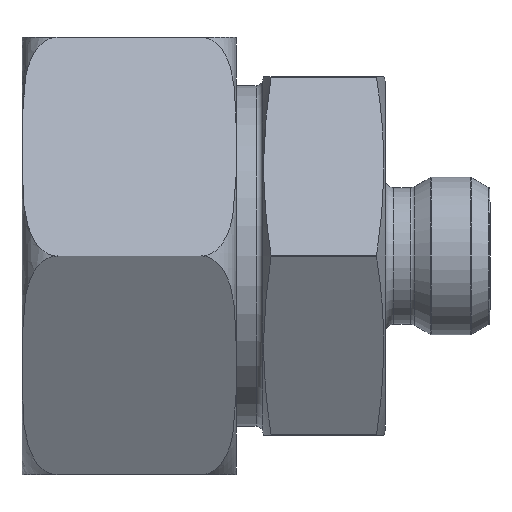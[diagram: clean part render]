
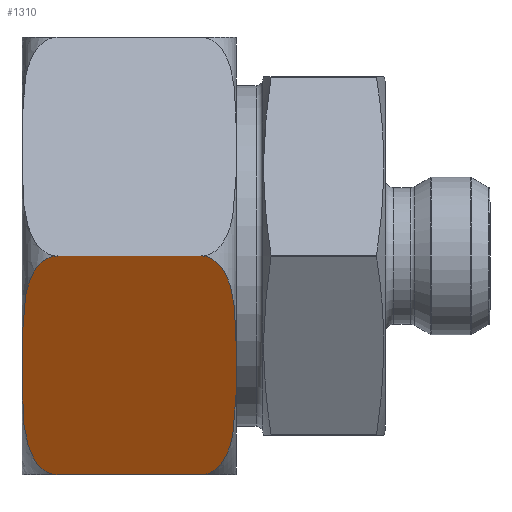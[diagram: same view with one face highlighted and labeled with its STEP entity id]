
A CAD part, front view. The second image highlights one B-rep face of the part: STEP entity #1310.
In plain terms, the highlighted face is planar.
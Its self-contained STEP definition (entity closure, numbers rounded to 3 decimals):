
#617=FACE_OUTER_BOUND('',#2019,.T.);
#833=LINE('',#7660,#1038);
#836=LINE('',#7670,#1041);
#1038=VECTOR('',#5646,1.);
#1041=VECTOR('',#5657,1.);
#1310=ADVANCED_FACE('',(#617),#1582,.F.);
#1582=PLANE('',#5338);
#2019=EDGE_LOOP('',(#2594,#2595,#2596,#2597));
#2594=ORIENTED_EDGE('',*,*,#4359,.T.);
#2595=ORIENTED_EDGE('',*,*,#4356,.T.);
#2596=ORIENTED_EDGE('',*,*,#4364,.T.);
#2597=ORIENTED_EDGE('',*,*,#4377,.T.);
#3883=VERTEX_POINT('',#7636);
#3884=VERTEX_POINT('',#7655);
#3886=VERTEX_POINT('',#7661);
#3889=VERTEX_POINT('',#7671);
#4356=EDGE_CURVE('',#3884,#3883,#5031,.T.);
#4359=EDGE_CURVE('',#3886,#3884,#833,.T.);
#4364=EDGE_CURVE('',#3883,#3889,#836,.T.);
#4377=EDGE_CURVE('',#3889,#3886,#5033,.T.);
#5031=B_SPLINE_CURVE_WITH_KNOTS('',3,(#7637,#7638,#7639,#7640,#7641,#7642,
#7643,#7644,#7645,#7646,#7647,#7648,#7649,#7650,#7651,#7652,#7653,#7654),
 .UNSPECIFIED.,.F.,.F.,(4,2,2,2,2,2,2,2,4),(0.,0.062,0.125,
0.25,0.5,0.75,0.875,0.938,1.),.UNSPECIFIED.);
#5033=B_SPLINE_CURVE_WITH_KNOTS('',3,(#7712,#7713,#7714,#7715,#7716,#7717,
#7718,#7719,#7720,#7721,#7722,#7723,#7724,#7725,#7726,#7727,#7728,#7729),
 .UNSPECIFIED.,.F.,.F.,(4,2,2,2,2,2,2,2,4),(0.,0.063,0.125,0.25,0.5,0.75,
0.875,0.938,1.),.UNSPECIFIED.);
#5338=AXIS2_PLACEMENT_3D('',#7910,#5728,#5729);
#5646=DIRECTION('',(-1.,0.,0.));
#5657=DIRECTION('',(1.,0.,0.));
#5728=DIRECTION('',(0.,0.5,0.866));
#5729=DIRECTION('',(0.,-0.866,0.5));
#7636=CARTESIAN_POINT('',(4.,0.,-28.867));
#7637=CARTESIAN_POINT('',(4.,-25.,-14.434));
#7638=CARTESIAN_POINT('',(3.316,-25.,-14.434));
#7639=CARTESIAN_POINT('',(2.685,-24.679,-14.619));
#7640=CARTESIAN_POINT('',(1.754,-23.839,-15.104));
#7641=CARTESIAN_POINT('',(1.416,-23.322,-15.403));
#7642=CARTESIAN_POINT('',(0.63,-21.716,-16.33));
#7643=CARTESIAN_POINT('',(0.393,-20.564,-16.995));
#7644=CARTESIAN_POINT('',(-0.05,-17.13,-18.977));
#7645=CARTESIAN_POINT('',(0.002,-14.802,-20.322));
#7646=CARTESIAN_POINT('',(0.002,-10.174,-22.994));
#7647=CARTESIAN_POINT('',(-0.052,-7.852,-24.334));
#7648=CARTESIAN_POINT('',(0.399,-4.403,-26.325));
#7649=CARTESIAN_POINT('',(0.636,-3.262,-26.984));
#7650=CARTESIAN_POINT('',(1.428,-1.658,-27.911));
#7651=CARTESIAN_POINT('',(1.768,-1.145,-28.207));
#7652=CARTESIAN_POINT('',(2.696,-0.315,-28.686));
#7653=CARTESIAN_POINT('',(3.321,0.,-28.867));
#7654=CARTESIAN_POINT('',(4.,0.,-28.867));
#7655=CARTESIAN_POINT('',(4.,-25.,-14.434));
#7660=CARTESIAN_POINT('',(0.,-25.,-14.434));
#7661=CARTESIAN_POINT('',(20.5,-25.,-14.434));
#7670=CARTESIAN_POINT('',(0.,0.,-28.867));
#7671=CARTESIAN_POINT('',(20.5,0.,-28.867));
#7712=CARTESIAN_POINT('',(20.5,0.,-28.867));
#7713=CARTESIAN_POINT('',(21.184,0.,-28.867));
#7714=CARTESIAN_POINT('',(21.815,-0.321,-28.682));
#7715=CARTESIAN_POINT('',(22.746,-1.161,-28.197));
#7716=CARTESIAN_POINT('',(23.084,-1.678,-27.898));
#7717=CARTESIAN_POINT('',(23.87,-3.284,-26.971));
#7718=CARTESIAN_POINT('',(24.107,-4.436,-26.306));
#7719=CARTESIAN_POINT('',(24.55,-7.87,-24.324));
#7720=CARTESIAN_POINT('',(24.498,-10.198,-22.98));
#7721=CARTESIAN_POINT('',(24.498,-14.826,-20.308));
#7722=CARTESIAN_POINT('',(24.552,-17.148,-18.967));
#7723=CARTESIAN_POINT('',(24.101,-20.597,-16.976));
#7724=CARTESIAN_POINT('',(23.864,-21.738,-16.317));
#7725=CARTESIAN_POINT('',(23.072,-23.342,-15.391));
#7726=CARTESIAN_POINT('',(22.732,-23.855,-15.095));
#7727=CARTESIAN_POINT('',(21.804,-24.685,-14.616));
#7728=CARTESIAN_POINT('',(21.179,-25.,-14.434));
#7729=CARTESIAN_POINT('',(20.5,-25.,-14.434));
#7910=CARTESIAN_POINT('',(25.,-25.,-14.434));
